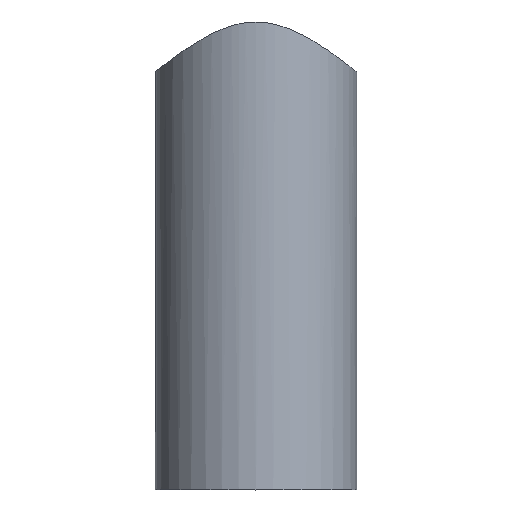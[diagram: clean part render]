
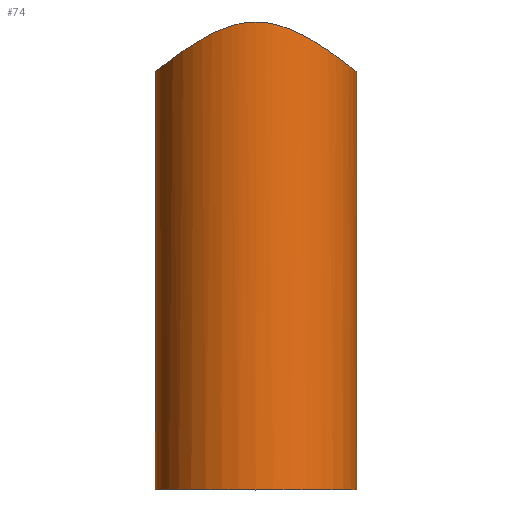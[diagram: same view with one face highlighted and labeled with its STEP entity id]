
A CAD part, top view. The second image highlights one B-rep face of the part: STEP entity #74.
In plain terms, the highlighted cylindrical face has radius 16.85 mm (diameter 33.7 mm), a full revolution.
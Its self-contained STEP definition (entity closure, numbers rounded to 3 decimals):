
#16=LINE('',#262,#18);
#18=VECTOR('',#119,16.85);
#19=B_SPLINE_CURVE_WITH_KNOTS('',3,(#129,#130,#131,#132,#133,#134,#135,
#136,#137,#138,#139,#140,#141,#142,#143,#144,#145,#146,#147,#148,#149,#150,
#151,#152,#153,#154,#155,#156,#157,#158,#159,#160,#161,#162,#163,#164,#165,
#166,#167,#168,#169,#170,#171,#172,#173,#174,#175,#176,#177,#178),
 .UNSPECIFIED.,.F.,.F.,(4,2,2,2,2,2,2,2,2,2,2,2,2,2,2,2,2,2,2,2,2,2,2,2,
4),(0.,0.345,0.69,1.034,1.379,
1.714,2.048,2.383,2.717,3.052,
3.386,3.721,4.056,4.4,4.745,
5.09,5.435,5.78,6.124,6.469,
6.814,7.149,7.483,7.818,8.152),
 .UNSPECIFIED.);
#20=B_SPLINE_CURVE_WITH_KNOTS('',3,(#179,#180,#181,#182,#183,#184,#185,
#186,#187,#188,#189,#190,#191,#192,#193,#194,#195,#196),.UNSPECIFIED.,.F.,
 .F.,(4,2,2,2,2,2,2,2,4),(8.152,8.487,8.821,
9.156,9.49,9.835,10.18,10.525,
10.87),.UNSPECIFIED.);
#25=CYLINDRICAL_SURFACE('',#103,16.85);
#31=FACE_OUTER_BOUND('',#37,.T.);
#37=EDGE_LOOP('',(#65,#66,#67,#68,#69));
#38=CIRCLE('',#99,16.85);
#40=VERTEX_POINT('',#122);
#42=VERTEX_POINT('',#127);
#43=VERTEX_POINT('',#128);
#46=EDGE_CURVE('',#40,#40,#38,.T.);
#48=EDGE_CURVE('',#42,#43,#19,.T.);
#49=EDGE_CURVE('',#43,#42,#20,.T.);
#53=EDGE_CURVE('',#43,#40,#16,.T.);
#65=ORIENTED_EDGE('',*,*,#48,.T.);
#66=ORIENTED_EDGE('',*,*,#53,.T.);
#67=ORIENTED_EDGE('',*,*,#46,.F.);
#68=ORIENTED_EDGE('',*,*,#53,.F.);
#69=ORIENTED_EDGE('',*,*,#49,.T.);
#74=ADVANCED_FACE('',(#31),#25,.T.);
#99=AXIS2_PLACEMENT_3D('',#123,#108,#109);
#103=AXIS2_PLACEMENT_3D('',#261,#117,#118);
#108=DIRECTION('center_axis',(0.,-1.,0.));
#109=DIRECTION('ref_axis',(1.,0.,0.));
#117=DIRECTION('center_axis',(0.,1.,0.));
#118=DIRECTION('ref_axis',(-1.,0.,0.));
#119=DIRECTION('',(0.,-1.,0.));
#122=CARTESIAN_POINT('',(16.85,-40.,0.));
#123=CARTESIAN_POINT('Origin',(0.,-40.,0.));
#127=CARTESIAN_POINT('',(0.,38.335,16.85));
#128=CARTESIAN_POINT('',(16.85,30.,0.));
#129=CARTESIAN_POINT('Ctrl Pts',(0.,38.335,16.85));
#130=CARTESIAN_POINT('Ctrl Pts',(-1.149,38.335,16.85));
#131=CARTESIAN_POINT('Ctrl Pts',(-2.291,38.176,16.732));
#132=CARTESIAN_POINT('Ctrl Pts',(-4.503,37.611,16.276));
#133=CARTESIAN_POINT('Ctrl Pts',(-5.575,37.208,15.939));
#134=CARTESIAN_POINT('Ctrl Pts',(-7.61,36.28,15.074));
#135=CARTESIAN_POINT('Ctrl Pts',(-8.574,35.756,14.546));
#136=CARTESIAN_POINT('Ctrl Pts',(-10.36,34.697,13.332));
#137=CARTESIAN_POINT('Ctrl Pts',(-11.182,34.163,12.647));
#138=CARTESIAN_POINT('Ctrl Pts',(-12.625,33.182,11.204));
#139=CARTESIAN_POINT('Ctrl Pts',(-13.305,32.697,10.395));
#140=CARTESIAN_POINT('Ctrl Pts',(-14.523,31.802,8.612));
#141=CARTESIAN_POINT('Ctrl Pts',(-15.062,31.393,7.636));
#142=CARTESIAN_POINT('Ctrl Pts',(-15.942,30.716,5.572));
#143=CARTESIAN_POINT('Ctrl Pts',(-16.283,30.448,4.48));
#144=CARTESIAN_POINT('Ctrl Pts',(-16.738,30.09,2.252));
#145=CARTESIAN_POINT('Ctrl Pts',(-16.85,30.,1.115));
#146=CARTESIAN_POINT('Ctrl Pts',(-16.85,30.,-1.115));
#147=CARTESIAN_POINT('Ctrl Pts',(-16.738,30.09,-2.252));
#148=CARTESIAN_POINT('Ctrl Pts',(-16.283,30.448,-4.48));
#149=CARTESIAN_POINT('Ctrl Pts',(-15.942,30.716,-5.572));
#150=CARTESIAN_POINT('Ctrl Pts',(-15.062,31.393,-7.636));
#151=CARTESIAN_POINT('Ctrl Pts',(-14.523,31.802,-8.612));
#152=CARTESIAN_POINT('Ctrl Pts',(-13.305,32.697,-10.395));
#153=CARTESIAN_POINT('Ctrl Pts',(-12.625,33.182,-11.204));
#154=CARTESIAN_POINT('Ctrl Pts',(-11.182,34.163,-12.647));
#155=CARTESIAN_POINT('Ctrl Pts',(-10.36,34.697,-13.332));
#156=CARTESIAN_POINT('Ctrl Pts',(-8.574,35.756,-14.546));
#157=CARTESIAN_POINT('Ctrl Pts',(-7.61,36.28,-15.074));
#158=CARTESIAN_POINT('Ctrl Pts',(-5.575,37.208,-15.939));
#159=CARTESIAN_POINT('Ctrl Pts',(-4.503,37.611,-16.276));
#160=CARTESIAN_POINT('Ctrl Pts',(-2.291,38.176,-16.732));
#161=CARTESIAN_POINT('Ctrl Pts',(-1.149,38.335,-16.85));
#162=CARTESIAN_POINT('Ctrl Pts',(1.149,38.335,-16.85));
#163=CARTESIAN_POINT('Ctrl Pts',(2.291,38.176,-16.732));
#164=CARTESIAN_POINT('Ctrl Pts',(4.503,37.611,-16.276));
#165=CARTESIAN_POINT('Ctrl Pts',(5.575,37.208,-15.939));
#166=CARTESIAN_POINT('Ctrl Pts',(7.61,36.28,-15.074));
#167=CARTESIAN_POINT('Ctrl Pts',(8.574,35.756,-14.546));
#168=CARTESIAN_POINT('Ctrl Pts',(10.36,34.697,-13.332));
#169=CARTESIAN_POINT('Ctrl Pts',(11.182,34.163,-12.647));
#170=CARTESIAN_POINT('Ctrl Pts',(12.625,33.182,-11.204));
#171=CARTESIAN_POINT('Ctrl Pts',(13.305,32.697,-10.395));
#172=CARTESIAN_POINT('Ctrl Pts',(14.523,31.802,-8.612));
#173=CARTESIAN_POINT('Ctrl Pts',(15.062,31.393,-7.636));
#174=CARTESIAN_POINT('Ctrl Pts',(15.942,30.716,-5.572));
#175=CARTESIAN_POINT('Ctrl Pts',(16.283,30.448,-4.48));
#176=CARTESIAN_POINT('Ctrl Pts',(16.738,30.09,-2.252));
#177=CARTESIAN_POINT('Ctrl Pts',(16.85,30.,-1.115));
#178=CARTESIAN_POINT('Ctrl Pts',(16.85,30.,0.));
#179=CARTESIAN_POINT('Ctrl Pts',(16.85,30.,0.));
#180=CARTESIAN_POINT('Ctrl Pts',(16.85,30.,1.115));
#181=CARTESIAN_POINT('Ctrl Pts',(16.738,30.09,2.252));
#182=CARTESIAN_POINT('Ctrl Pts',(16.283,30.448,4.48));
#183=CARTESIAN_POINT('Ctrl Pts',(15.942,30.716,5.572));
#184=CARTESIAN_POINT('Ctrl Pts',(15.062,31.393,7.636));
#185=CARTESIAN_POINT('Ctrl Pts',(14.523,31.802,8.612));
#186=CARTESIAN_POINT('Ctrl Pts',(13.305,32.697,10.395));
#187=CARTESIAN_POINT('Ctrl Pts',(12.625,33.182,11.204));
#188=CARTESIAN_POINT('Ctrl Pts',(11.182,34.163,12.647));
#189=CARTESIAN_POINT('Ctrl Pts',(10.36,34.697,13.332));
#190=CARTESIAN_POINT('Ctrl Pts',(8.574,35.756,14.546));
#191=CARTESIAN_POINT('Ctrl Pts',(7.61,36.28,15.074));
#192=CARTESIAN_POINT('Ctrl Pts',(5.575,37.208,15.939));
#193=CARTESIAN_POINT('Ctrl Pts',(4.503,37.611,16.276));
#194=CARTESIAN_POINT('Ctrl Pts',(2.291,38.176,16.732));
#195=CARTESIAN_POINT('Ctrl Pts',(1.149,38.335,16.85));
#196=CARTESIAN_POINT('Ctrl Pts',(0.,38.335,
16.85));
#261=CARTESIAN_POINT('Origin',(0.,0.,0.));
#262=CARTESIAN_POINT('',(16.85,0.,0.));
